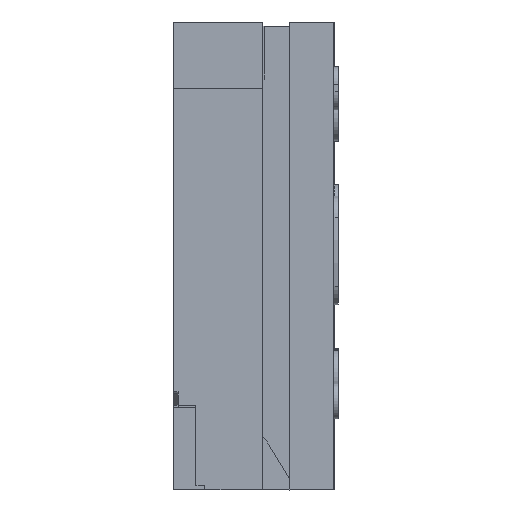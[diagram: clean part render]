
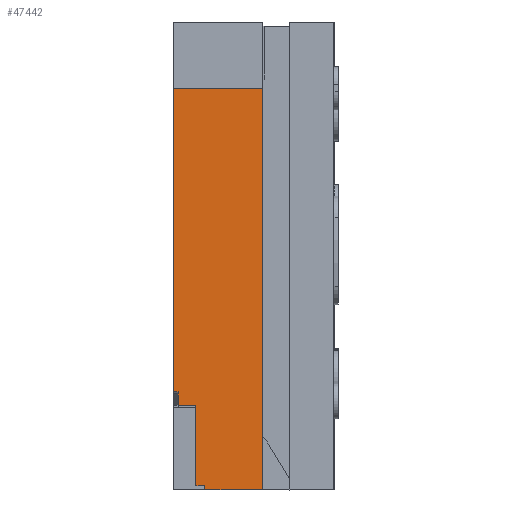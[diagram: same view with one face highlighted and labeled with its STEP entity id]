
A CAD part, left-side view. The second image highlights one B-rep face of the part: STEP entity #47442.
In plain terms, the highlighted face is planar.
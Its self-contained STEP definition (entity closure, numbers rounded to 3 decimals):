
#2662 = EDGE_LOOP ( 'NONE', ( #21259, #21260, #21261, #21262, #21263, #21264, #21265, #21266, #21267, #21268 ) ) ;
#7099 = AXIS2_PLACEMENT_3D ( 'NONE', #53536, #53542, #53543 ) ;
#11541 = LINE ( 'NONE', #11547, #64341 ) ;
#11547 = CARTESIAN_POINT ( 'NONE',  ( 150., 0., -25. ) ) ;
#11550 = DIRECTION ( 'NONE',  ( 0., 0., -1. ) ) ;
#12043 = LINE ( 'NONE', #12045, #64474 ) ;
#12045 = CARTESIAN_POINT ( 'NONE',  ( 150., 0., -5. ) ) ;
#12046 = DIRECTION ( 'NONE',  ( 0., -1., 0. ) ) ;
#12170 = LINE ( 'NONE', #12194, #64538 ) ;
#12194 = CARTESIAN_POINT ( 'NONE',  ( 150., 90., -1. ) ) ;
#12195 = DIRECTION ( 'NONE',  ( 0., 0., -1. ) ) ;
#12222 = LINE ( 'NONE', #12246, #64583 ) ;
#12223 = LINE ( 'NONE', #12244, #64550 ) ;
#12237 = LINE ( 'NONE', #12238, #64580 ) ;
#12238 = CARTESIAN_POINT ( 'NONE',  ( 150., 90., 0. ) ) ;
#12239 = DIRECTION ( 'NONE',  ( 0., 1., 0. ) ) ;
#12240 = LINE ( 'NONE', #12242, #64581 ) ;
#12241 = LINE ( 'NONE', #12251, #13376 ) ;
#12242 = CARTESIAN_POINT ( 'NONE',  ( 150., 22., -1. ) ) ;
#12243 = DIRECTION ( 'NONE',  ( 0., 0., 1. ) ) ;
#12244 = CARTESIAN_POINT ( 'NONE',  ( 150., 19., -1. ) ) ;
#12245 = DIRECTION ( 'NONE',  ( 0., 1., 0. ) ) ;
#12246 = CARTESIAN_POINT ( 'NONE',  ( 150., 19., -1. ) ) ;
#12247 = DIRECTION ( 'NONE',  ( 0., 0., -1. ) ) ;
#12248 = LINE ( 'NONE', #12249, #64586 ) ;
#12249 = CARTESIAN_POINT ( 'NONE',  ( 150., 1., -7. ) ) ;
#12250 = DIRECTION ( 'NONE',  ( 0., 0., 1. ) ) ;
#12251 = CARTESIAN_POINT ( 'NONE',  ( 150., 0., -7. ) ) ;
#12252 = DIRECTION ( 'NONE',  ( 0., 1., 0. ) ) ;
#12253 = LINE ( 'NONE', #12254, #13378 ) ;
#12254 = CARTESIAN_POINT ( 'NONE',  ( 150., 0., -20. ) ) ;
#12255 = DIRECTION ( 'NONE',  ( 0., -1., 0. ) ) ;
#13376 = VECTOR ( 'NONE', #12252, 1000. ) ;
#13378 = VECTOR ( 'NONE', #12255, 1000. ) ;
#20754 = VERTEX_POINT ( 'NONE', #50313 ) ;
#20775 = VERTEX_POINT ( 'NONE', #50352 ) ;
#21259 = ORIENTED_EDGE ( 'NONE', *, *, #41942, .F. ) ;
#21260 = ORIENTED_EDGE ( 'NONE', *, *, #41969, .F. ) ;
#21261 = ORIENTED_EDGE ( 'NONE', *, *, #41970, .F. ) ;
#21262 = ORIENTED_EDGE ( 'NONE', *, *, #41972, .F. ) ;
#21263 = ORIENTED_EDGE ( 'NONE', *, *, #41973, .T. ) ;
#21264 = ORIENTED_EDGE ( 'NONE', *, *, #41869, .T. ) ;
#21265 = ORIENTED_EDGE ( 'NONE', *, *, #41974, .F. ) ;
#21266 = ORIENTED_EDGE ( 'NONE', *, *, #41977, .F. ) ;
#21267 = ORIENTED_EDGE ( 'NONE', *, *, #41757, .T. ) ;
#21268 = ORIENTED_EDGE ( 'NONE', *, *, #41979, .F. ) ;
#28482 = VERTEX_POINT ( 'NONE', #51053 ) ;
#28499 = VERTEX_POINT ( 'NONE', #51066 ) ;
#28509 = VERTEX_POINT ( 'NONE', #51077 ) ;
#28516 = VERTEX_POINT ( 'NONE', #51086 ) ;
#28528 = VERTEX_POINT ( 'NONE', #51099 ) ;
#28572 = VERTEX_POINT ( 'NONE', #51150 ) ;
#41757 = EDGE_CURVE ( 'NONE', #50210, #50163, #11541, .T. ) ;
#41869 = EDGE_CURVE ( 'NONE', #20754, #20775, #12043, .T. ) ;
#41942 = EDGE_CURVE ( 'NONE', #28499, #28528, #12170, .T. ) ;
#41969 = EDGE_CURVE ( 'NONE', #28509, #28499, #12237, .T. ) ;
#41970 = EDGE_CURVE ( 'NONE', #28572, #28509, #12240, .T. ) ;
#41972 = EDGE_CURVE ( 'NONE', #28516, #28572, #12223, .T. ) ;
#41973 = EDGE_CURVE ( 'NONE', #28516, #20754, #12222, .T. ) ;
#41974 = EDGE_CURVE ( 'NONE', #28482, #20775, #12248, .T. ) ;
#41977 = EDGE_CURVE ( 'NONE', #50210, #28482, #12241, .T. ) ;
#41979 = EDGE_CURVE ( 'NONE', #28528, #50163, #12253, .T. ) ;
#47442 = ADVANCED_FACE ( 'NONE', ( #53540 ), #53534, .F. ) ;
#50163 = VERTEX_POINT ( 'NONE', #59166 ) ;
#50210 = VERTEX_POINT ( 'NONE', #59185 ) ;
#50313 = CARTESIAN_POINT ( 'NONE',  ( 150., 19., -5. ) ) ;
#50352 = CARTESIAN_POINT ( 'NONE',  ( 150., 1., -5. ) ) ;
#51053 = CARTESIAN_POINT ( 'NONE',  ( 150., 1., -7. ) ) ;
#51066 = CARTESIAN_POINT ( 'NONE',  ( 150., 90., 0. ) ) ;
#51077 = CARTESIAN_POINT ( 'NONE',  ( 150., 22., 0. ) ) ;
#51086 = CARTESIAN_POINT ( 'NONE',  ( 150., 19., -1. ) ) ;
#51099 = CARTESIAN_POINT ( 'NONE',  ( 150., 90., -20. ) ) ;
#51150 = CARTESIAN_POINT ( 'NONE',  ( 150., 22., -1. ) ) ;
#53534 = PLANE ( 'NONE',  #7099 ) ;
#53536 = CARTESIAN_POINT ( 'NONE',  ( 150., 101.421, -32.503 ) ) ;
#53540 = FACE_OUTER_BOUND ( 'NONE', #2662, .T. ) ;
#53542 = DIRECTION ( 'NONE',  ( -1., 0., 0. ) ) ;
#53543 = DIRECTION ( 'NONE',  ( 0., 0., 1. ) ) ;
#59166 = CARTESIAN_POINT ( 'NONE',  ( 150., 0., -20. ) ) ;
#59185 = CARTESIAN_POINT ( 'NONE',  ( 150., 0., -7. ) ) ;
#64341 = VECTOR ( 'NONE', #11550, 1000. ) ;
#64474 = VECTOR ( 'NONE', #12046, 1000. ) ;
#64538 = VECTOR ( 'NONE', #12195, 1000. ) ;
#64550 = VECTOR ( 'NONE', #12245, 1000. ) ;
#64580 = VECTOR ( 'NONE', #12239, 1000. ) ;
#64581 = VECTOR ( 'NONE', #12243, 1000. ) ;
#64583 = VECTOR ( 'NONE', #12247, 1000. ) ;
#64586 = VECTOR ( 'NONE', #12250, 1000. ) ;
